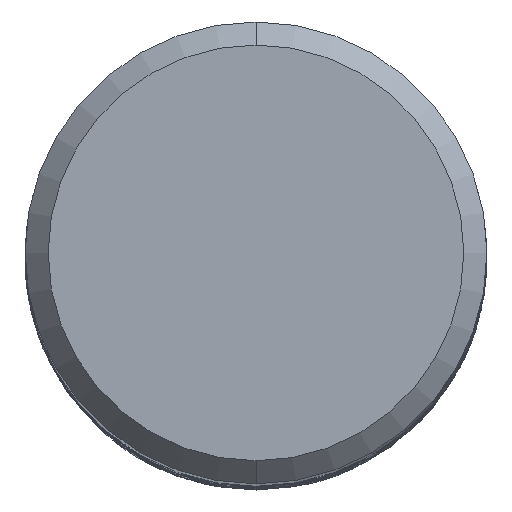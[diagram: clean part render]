
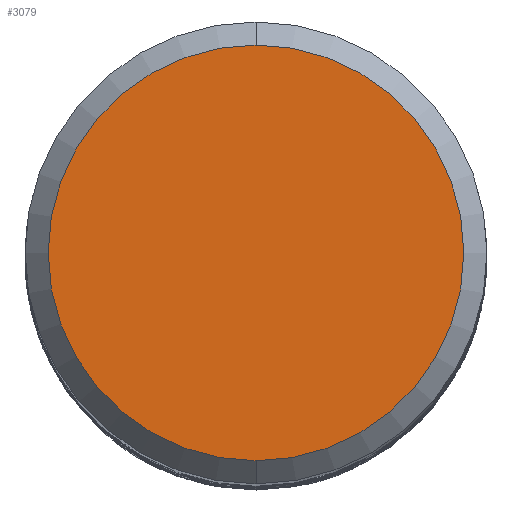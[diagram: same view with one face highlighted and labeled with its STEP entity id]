
A CAD part, top view. The second image highlights one B-rep face of the part: STEP entity #3079.
In plain terms, the highlighted planar face has unit normal (0, 0, 1).
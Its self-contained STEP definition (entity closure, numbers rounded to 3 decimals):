
#1455=EDGE_CURVE('',#3791,#3859,#4069,.T.);
#2455=EDGE_CURVE('',#3859,#3791,#5156,.T.);
#3079=ADVANCED_FACE('',(#5835),#5836,.T.);
#3791=VERTEX_POINT('',#6615);
#3859=VERTEX_POINT('',#6686);
#4069=CIRCLE('',#8846,9.0);
#5156=CIRCLE('',#27690,9.0);
#5835=FACE_OUTER_BOUND('',#38226,.T.);
#5836=PLANE('',#38227);
#6615=CARTESIAN_POINT('',(0.0,9.0,0.0));
#6686=CARTESIAN_POINT('',(0.,-9.0,0.0));
#8846=AXIS2_PLACEMENT_3D('',#50776,#50777,#50778);
#27690=AXIS2_PLACEMENT_3D('',#51885,#51886,#51887);
#38226=EDGE_LOOP('',(#52577,#52578));
#38227=AXIS2_PLACEMENT_3D('',#52579,#52580,#52581);
#50776=CARTESIAN_POINT('',(0.0,0.0,0.0));
#50777=DIRECTION('',(0.0,0.0,-1.0));
#50778=DIRECTION('',(0.0,1.0,0.0));
#51885=CARTESIAN_POINT('',(0.0,0.0,0.0));
#51886=DIRECTION('',(0.0,0.0,-1.0));
#51887=DIRECTION('',(0.0,1.0,0.0));
#52577=ORIENTED_EDGE('',*,*,#1455,.F.);
#52578=ORIENTED_EDGE('',*,*,#2455,.F.);
#52579=CARTESIAN_POINT('',(0.0,4.5,0.0));
#52580=DIRECTION('',(-0.0,0.0,1.0));
#52581=DIRECTION('',(0.0,-1.0,0.0));
